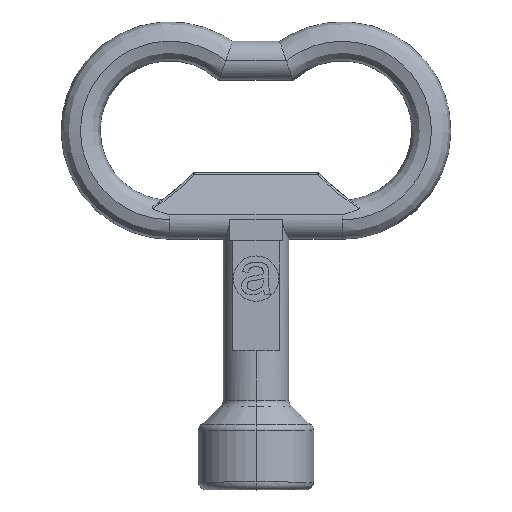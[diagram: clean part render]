
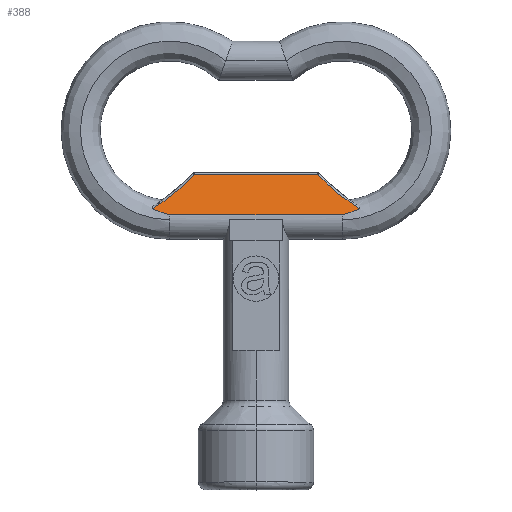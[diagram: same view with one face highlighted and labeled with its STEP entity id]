
A CAD part, top view. The second image highlights one B-rep face of the part: STEP entity #388.
In plain terms, the highlighted planar face has unit normal (0, 0.256, 0.967).
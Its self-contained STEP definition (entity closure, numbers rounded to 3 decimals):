
#2 = CARTESIAN_POINT ( 'NONE',  ( -11., 0.639, 2.417 ) ) ;
#8 = CARTESIAN_POINT ( 'NONE',  ( 13.208, 1.406, 2.214 ) ) ;
#30 = ORIENTED_EDGE ( 'NONE', *, *, #4349, .T. ) ;
#382 = CARTESIAN_POINT ( 'NONE',  ( -13.208, 1.406, 2.214 ) ) ;
#388 = ADVANCED_FACE ( 'NONE', ( #7384 ), #1604, .F. ) ;
#539 = CARTESIAN_POINT ( 'NONE',  ( -11.381, 0.726, 2.394 ) ) ;
#806 = EDGE_CURVE ( 'NONE', #5512, #3171, #864, .T. ) ;
#864 = LINE ( 'NONE', #4392, #2568 ) ;
#893 = CARTESIAN_POINT ( 'NONE',  ( 13.208, 1.406, 2.214 ) ) ;
#1604 = PLANE ( 'NONE',  #8738 ) ;
#1605 = CARTESIAN_POINT ( 'NONE',  ( 12.495, 1.091, 2.298 ) ) ;
#1814 = B_SPLINE_CURVE_WITH_KNOTS ( 'NONE', 3,
 ( #5154, #4357, #6504, #1605, #4449, #8 ),
 .UNSPECIFIED., .F., .F.,
 ( 4, 2, 4 ),
 ( 0., 0.001, 0.002 ),
 .UNSPECIFIED. ) ;
#1922 = ORIENTED_EDGE ( 'NONE', *, *, #4694, .T. ) ;
#1989 = VECTOR ( 'NONE', #8390, 1000. ) ;
#2075 = CARTESIAN_POINT ( 'NONE',  ( -11.759, 0.832, 2.366 ) ) ;
#2174 = DIRECTION ( 'NONE',  ( 0., 0.967, -0.256 ) ) ;
#2335 = CARTESIAN_POINT ( 'NONE',  ( -7.87, 5.777, 1.059 ) ) ;
#2383 = CARTESIAN_POINT ( 'NONE',  ( 7.87, 5.777, 1.059 ) ) ;
#2470 =( BOUNDED_CURVE ( )  B_SPLINE_CURVE ( 3, ( #893, #9186, #6807, #2383 ),
 .UNSPECIFIED., .F., .F. ) 
 B_SPLINE_CURVE_WITH_KNOTS ( ( 4, 4 ),
 ( 3.696, 3.959 ),
 .UNSPECIFIED. ) 
 CURVE ( )  GEOMETRIC_REPRESENTATION_ITEM ( )  RATIONAL_B_SPLINE_CURVE ( ( 1., 0.994, 0.994, 1. ) ) 
 REPRESENTATION_ITEM ( '' )  );
#2568 = VECTOR ( 'NONE', #8195, 1000. ) ;
#2688 = EDGE_CURVE ( 'NONE', #3989, #9312, #2470, .T. ) ;
#2709 = CARTESIAN_POINT ( 'NONE',  ( -12.855, 1.242, 2.258 ) ) ;
#3092 = CARTESIAN_POINT ( 'NONE',  ( 16.339, 6., 1. ) ) ;
#3171 = VERTEX_POINT ( 'NONE', #2 ) ;
#3432 = CARTESIAN_POINT ( 'NONE',  ( 13.208, 1.406, 2.214 ) ) ;
#3514 = CARTESIAN_POINT ( 'NONE',  ( -7.87, 5.777, 1.059 ) ) ;
#3989 = VERTEX_POINT ( 'NONE', #3432 ) ;
#4029 = CARTESIAN_POINT ( 'NONE',  ( -13.208, 1.406, 2.214 ) ) ;
#4169 = EDGE_CURVE ( 'NONE', #5512, #3989, #1814, .T. ) ;
#4349 = EDGE_CURVE ( 'NONE', #5523, #8674, #8953, .T. ) ;
#4357 = CARTESIAN_POINT ( 'NONE',  ( 11.382, 0.726, 2.394 ) ) ;
#4392 = CARTESIAN_POINT ( 'NONE',  ( 16.339, 0.639, 2.417 ) ) ;
#4449 = CARTESIAN_POINT ( 'NONE',  ( 12.855, 1.242, 2.258 ) ) ;
#4694 = EDGE_CURVE ( 'NONE', #9312, #5523, #5349, .T. ) ;
#4807 = CARTESIAN_POINT ( 'NONE',  ( -9.452, 4.089, 1.505 ) ) ;
#5066 = CARTESIAN_POINT ( 'NONE',  ( -11., 0.639, 2.417 ) ) ;
#5154 = CARTESIAN_POINT ( 'NONE',  ( 11., 0.639, 2.417 ) ) ;
#5349 = LINE ( 'NONE', #9124, #1989 ) ;
#5512 = VERTEX_POINT ( 'NONE', #5937 ) ;
#5523 = VERTEX_POINT ( 'NONE', #2335 ) ;
#5766 = ORIENTED_EDGE ( 'NONE', *, *, #4169, .T. ) ;
#5781 = CARTESIAN_POINT ( 'NONE',  ( -12.495, 1.091, 2.298 ) ) ;
#5788 = CARTESIAN_POINT ( 'NONE',  ( 7.87, 5.777, 1.059 ) ) ;
#5937 = CARTESIAN_POINT ( 'NONE',  ( 11., 0.639, 2.417 ) ) ;
#6201 = EDGE_LOOP ( 'NONE', ( #5766, #7759, #1922, #30, #7971, #7903 ) ) ;
#6462 = CARTESIAN_POINT ( 'NONE',  ( -13.208, 1.406, 2.214 ) ) ;
#6504 = CARTESIAN_POINT ( 'NONE',  ( 11.759, 0.832, 2.366 ) ) ;
#6807 = CARTESIAN_POINT ( 'NONE',  ( 9.452, 4.089, 1.505 ) ) ;
#7025 = CARTESIAN_POINT ( 'NONE',  ( -11.241, 2.623, 1.892 ) ) ;
#7384 = FACE_OUTER_BOUND ( 'NONE', #6201, .T. ) ;
#7759 = ORIENTED_EDGE ( 'NONE', *, *, #2688, .T. ) ;
#7903 = ORIENTED_EDGE ( 'NONE', *, *, #806, .F. ) ;
#7971 = ORIENTED_EDGE ( 'NONE', *, *, #8114, .T. ) ;
#8114 = EDGE_CURVE ( 'NONE', #8674, #3171, #8903, .T. ) ;
#8195 = DIRECTION ( 'NONE',  ( -1., 0., 0. ) ) ;
#8205 = DIRECTION ( 'NONE',  ( 0., -0.256, -0.967 ) ) ;
#8390 = DIRECTION ( 'NONE',  ( -1., 0., 0. ) ) ;
#8674 = VERTEX_POINT ( 'NONE', #4029 ) ;
#8738 = AXIS2_PLACEMENT_3D ( 'NONE', #3092, #8205, #2174 ) ;
#8903 = B_SPLINE_CURVE_WITH_KNOTS ( 'NONE', 3,
 ( #6462, #2709, #5781, #2075, #539, #5066 ),
 .UNSPECIFIED., .F., .F.,
 ( 4, 2, 4 ),
 ( 0.002, 0.004, 0.005 ),
 .UNSPECIFIED. ) ;
#8953 =( BOUNDED_CURVE ( )  B_SPLINE_CURVE ( 3, ( #3514, #4807, #7025, #382 ),
 .UNSPECIFIED., .F., .T. ) 
 B_SPLINE_CURVE_WITH_KNOTS ( ( 4, 4 ),
 ( 2.324, 2.587 ),
 .UNSPECIFIED. ) 
 CURVE ( )  GEOMETRIC_REPRESENTATION_ITEM ( )  RATIONAL_B_SPLINE_CURVE ( ( 1., 0.994, 0.994, 1. ) ) 
 REPRESENTATION_ITEM ( '' )  );
#9124 = CARTESIAN_POINT ( 'NONE',  ( 16.339, 5.777, 1.059 ) ) ;
#9186 = CARTESIAN_POINT ( 'NONE',  ( 11.241, 2.623, 1.892 ) ) ;
#9312 = VERTEX_POINT ( 'NONE', #5788 ) ;
